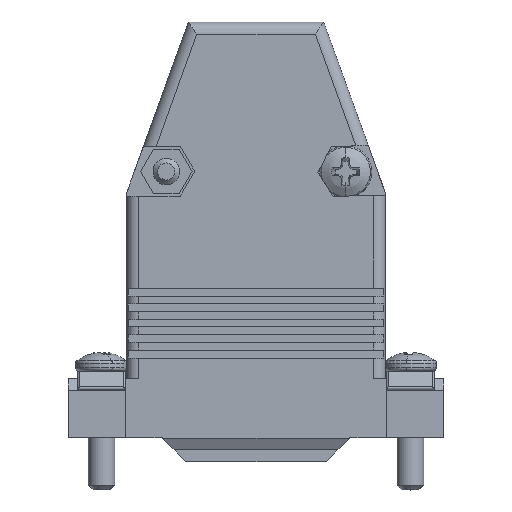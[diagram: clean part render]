
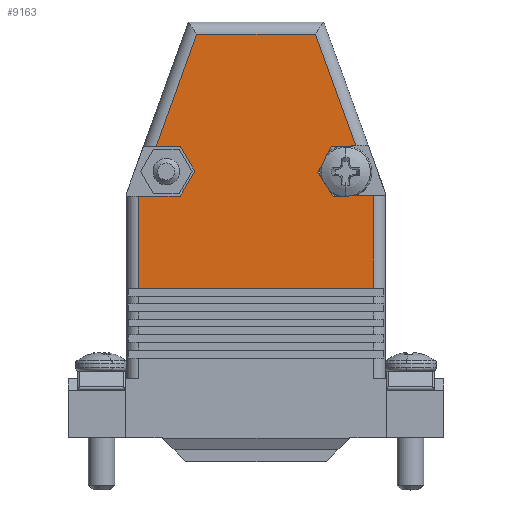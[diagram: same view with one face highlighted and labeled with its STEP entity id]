
A CAD part, top view. The second image highlights one B-rep face of the part: STEP entity #9163.
In plain terms, the highlighted planar face has unit normal (0, 0, 1).
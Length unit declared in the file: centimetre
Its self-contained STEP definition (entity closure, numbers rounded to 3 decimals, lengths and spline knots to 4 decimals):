
#1543=VERTEX_POINT('',#15571);
#1545=VERTEX_POINT('',#15574);
#1553=VERTEX_POINT('',#15593);
#1554=VERTEX_POINT('',#15596);
#1555=VERTEX_POINT('',#15600);
#1559=VERTEX_POINT('',#15611);
#1560=VERTEX_POINT('',#15613);
#1561=VERTEX_POINT('',#15617);
#1563=VERTEX_POINT('',#15620);
#1570=VERTEX_POINT('',#15639);
#1571=VERTEX_POINT('',#15641);
#1573=VERTEX_POINT('',#15653);
#1594=VERTEX_POINT('',#15698);
#1595=VERTEX_POINT('',#15702);
#1617=VERTEX_POINT('',#15749);
#2315=VECTOR('',#11081,1.);
#2326=VECTOR('',#11096,1.);
#2327=VECTOR('',#11098,1.);
#2329=VECTOR('',#11101,1.);
#2333=VECTOR('',#11106,1.);
#2334=VECTOR('',#11112,1.);
#2345=VECTOR('',#11125,1.);
#2347=VECTOR('',#11128,1.);
#2349=VECTOR('',#11134,1.);
#2350=VECTOR('',#11137,1.);
#2363=VECTOR('',#11174,1.);
#2364=VECTOR('',#11177,1.);
#2376=VECTOR('',#11212,1.);
#2377=VECTOR('',#11213,1.);
#2378=VECTOR('',#11214,1.);
#3175=LINE('',#15573,#2315);
#3186=LINE('',#15597,#2326);
#3187=LINE('',#15599,#2327);
#3189=LINE('',#15603,#2329);
#3193=LINE('',#15612,#2333);
#3194=LINE('',#15619,#2334);
#3205=LINE('',#15640,#2345);
#3207=LINE('',#15644,#2347);
#3209=LINE('',#15650,#2349);
#3210=LINE('',#15652,#2350);
#3223=LINE('',#15699,#2363);
#3224=LINE('',#15701,#2364);
#3236=LINE('',#15747,#2376);
#3237=LINE('',#15748,#2377);
#3238=LINE('',#15750,#2378);
#4488=EDGE_CURVE('',#1545,#1543,#3175,.T.);
#4500=EDGE_CURVE('',#1553,#1554,#3186,.T.);
#4501=EDGE_CURVE('',#1555,#1545,#3187,.T.);
#4503=EDGE_CURVE('',#1554,#1555,#3189,.T.);
#4507=EDGE_CURVE('',#1560,#1559,#3193,.T.);
#4510=EDGE_CURVE('',#1563,#1561,#3194,.T.);
#4521=EDGE_CURVE('',#1571,#1570,#3205,.T.);
#4523=EDGE_CURVE('',#1559,#1571,#3207,.T.);
#4526=EDGE_CURVE('',#1570,#1563,#3209,.T.);
#4527=EDGE_CURVE('',#1553,#1573,#3210,.T.);
#4551=EDGE_CURVE('',#1594,#1543,#3223,.T.);
#4552=EDGE_CURVE('',#1560,#1595,#3224,.T.);
#4575=EDGE_CURVE('',#1594,#1595,#3236,.T.);
#4576=EDGE_CURVE('',#1617,#1561,#3237,.T.);
#4577=EDGE_CURVE('',#1573,#1617,#3238,.T.);
#6798=ORIENTED_EDGE('',*,*,#4500,.T.);
#6799=ORIENTED_EDGE('',*,*,#4503,.T.);
#6800=ORIENTED_EDGE('',*,*,#4501,.T.);
#6801=ORIENTED_EDGE('',*,*,#4488,.T.);
#6802=ORIENTED_EDGE('',*,*,#4551,.F.);
#6803=ORIENTED_EDGE('',*,*,#4575,.T.);
#6804=ORIENTED_EDGE('',*,*,#4552,.F.);
#6805=ORIENTED_EDGE('',*,*,#4507,.T.);
#6806=ORIENTED_EDGE('',*,*,#4523,.T.);
#6807=ORIENTED_EDGE('',*,*,#4521,.T.);
#6808=ORIENTED_EDGE('',*,*,#4526,.T.);
#6809=ORIENTED_EDGE('',*,*,#4510,.T.);
#6810=ORIENTED_EDGE('',*,*,#4576,.F.);
#6811=ORIENTED_EDGE('',*,*,#4577,.F.);
#6812=ORIENTED_EDGE('',*,*,#4527,.F.);
#8121=EDGE_LOOP('',(#6798,#6799,#6800,#6801,#6802,#6803,#6804,#6805,#6806,
#6807,#6808,#6809,#6810,#6811,#6812));
#8716=FACE_BOUND('',#8121,.T.);
#9163=ADVANCED_FACE('',(#8716),#9442,.F.);
#9442=PLANE('',#16983);
#11081=DIRECTION('',(-1.,0.,0.));
#11096=DIRECTION('',(1.,0.,0.));
#11098=DIRECTION('',(-0.5,-0.866,0.));
#11101=DIRECTION('',(0.5,-0.866,0.));
#11106=DIRECTION('',(-1.,0.,0.));
#11112=DIRECTION('',(0.999,0.038,0.));
#11125=DIRECTION('',(-0.533,0.846,0.));
#11128=DIRECTION('',(-0.999,-0.038,0.));
#11134=DIRECTION('',(0.466,0.885,0.));
#11137=DIRECTION('',(0.34,0.941,0.));
#11174=DIRECTION('',(0.,1.,0.));
#11177=DIRECTION('',(0.,-1.,0.));
#11211=DIRECTION('',(0.,0.,-1.));
#11212=DIRECTION('',(1.,0.,0.));
#11213=DIRECTION('',(0.34,-0.941,0.));
#11214=DIRECTION('',(1.,0.,0.));
#15571=CARTESIAN_POINT('',(-1.2573,-1.8626,0.6985));
#15573=CARTESIAN_POINT('',(-0.5927,-1.8626,0.6985));
#15574=CARTESIAN_POINT('',(-0.8103,-1.8626,0.6985));
#15593=CARTESIAN_POINT('',(-1.0678,-1.3292,0.6985));
#15596=CARTESIAN_POINT('',(-0.8103,-1.3292,0.6985));
#15597=CARTESIAN_POINT('',(-0.6697,-1.3292,0.6985));
#15599=CARTESIAN_POINT('',(-0.8613,-1.951,0.6985));
#15600=CARTESIAN_POINT('',(-0.6563,-1.5959,0.6985));
#15603=CARTESIAN_POINT('',(-0.3642,-2.1018,0.6985));
#15611=CARTESIAN_POINT('',(1.1329,-1.8565,0.6985));
#15612=CARTESIAN_POINT('',(0.6545,-1.8565,0.6985));
#15613=CARTESIAN_POINT('',(1.2573,-1.8565,0.6985));
#15617=CARTESIAN_POINT('',(1.0664,-1.3253,0.6985));
#15619=CARTESIAN_POINT('',(0.4528,-1.3489,0.6985));
#15620=CARTESIAN_POINT('',(0.8047,-1.3353,0.6985));
#15639=CARTESIAN_POINT('',(0.6611,-1.6078,0.6985));
#15640=CARTESIAN_POINT('',(0.8644,-1.9306,0.6985));
#15641=CARTESIAN_POINT('',(0.8252,-1.8683,0.6985));
#15644=CARTESIAN_POINT('',(0.4733,-1.8819,0.6985));
#15650=CARTESIAN_POINT('',(0.3907,-2.1205,0.6985));
#15652=CARTESIAN_POINT('',(-1.1656,-1.6,0.6985));
#15653=CARTESIAN_POINT('',(-0.6347,-0.1299,0.6985));
#15698=CARTESIAN_POINT('',(-1.2573,-2.8477,0.6985));
#15699=CARTESIAN_POINT('',(-1.2573,-2.7831,0.6985));
#15701=CARTESIAN_POINT('',(1.2573,-2.7831,0.6985));
#15702=CARTESIAN_POINT('',(1.2573,-2.8477,0.6985));
#15746=CARTESIAN_POINT('',(0.,-2.7438,0.6985));
#15747=CARTESIAN_POINT('',(0.0347,-2.8477,0.6985));
#15748=CARTESIAN_POINT('',(1.1656,-1.6,0.6985));
#15749=CARTESIAN_POINT('',(0.6347,-0.1299,0.6985));
#15750=CARTESIAN_POINT('',(0.,-0.1299,0.6985));
#16983=AXIS2_PLACEMENT_3D('',#15746,#11211,$);
